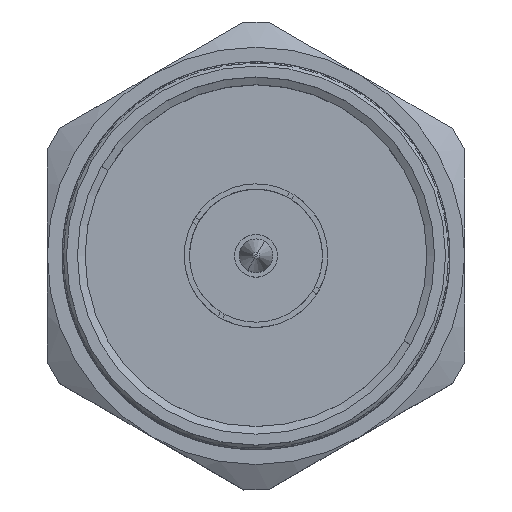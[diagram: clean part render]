
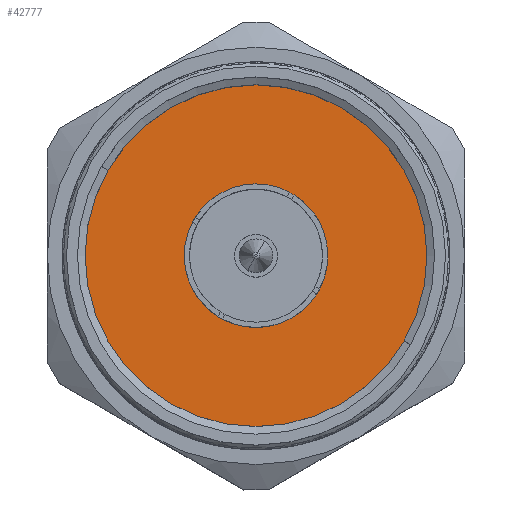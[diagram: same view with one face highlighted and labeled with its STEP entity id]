
A CAD part, top view. The second image highlights one B-rep face of the part: STEP entity #42777.
In plain terms, the highlighted face is planar.
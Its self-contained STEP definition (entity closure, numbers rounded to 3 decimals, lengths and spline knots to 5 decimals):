
#4200 = CARTESIAN_POINT ( 'NONE',  ( -0.69878, 0., 0. ) ) ;
#12547 = DIRECTION ( 'NONE',  ( -1., 0., 0. ) ) ;
#13924 = CARTESIAN_POINT ( 'NONE',  ( -0.69878, -0.38085, 0. ) ) ;
#23585 = EDGE_LOOP ( 'NONE', ( #50598, #79742 ) ) ;
#25670 = CARTESIAN_POINT ( 'NONE',  ( -0.69878, 0.38085, 0. ) ) ;
#25886 = CARTESIAN_POINT ( 'NONE',  ( -0.69878, 0., 0. ) ) ;
#26221 = EDGE_CURVE ( 'NONE', #47560, #67384, #145694, .T. ) ;
#27840 = FACE_OUTER_BOUND ( 'NONE', #43364, .T. ) ;
#40396 = AXIS2_PLACEMENT_3D ( 'NONE', #25886, #117887, #118608 ) ;
#42777 = ADVANCED_FACE ( 'NONE', ( #95585, #27840 ), #128028, .T. ) ;
#43364 = EDGE_LOOP ( 'NONE', ( #132948, #68985 ) ) ;
#47560 = VERTEX_POINT ( 'NONE', #130819 ) ;
#48459 = VERTEX_POINT ( 'NONE', #55860 ) ;
#50598 = ORIENTED_EDGE ( 'NONE', *, *, #26221, .F. ) ;
#55860 = CARTESIAN_POINT ( 'NONE',  ( -0.69878, 0.38085, 0. ) ) ;
#56142 = EDGE_CURVE ( 'NONE', #67384, #47560, #99152, .T. ) ;
#57991 = DIRECTION ( 'NONE',  ( 0., -1., 0. ) ) ;
#58189 = DIRECTION ( 'NONE',  ( 0., -1., 0. ) ) ;
#60845 = EDGE_CURVE ( 'NONE', #123911, #48459, #94643, .T. ) ;
#67384 = VERTEX_POINT ( 'NONE', #85179 ) ;
#68603 = CIRCLE ( 'NONE', #40396, 0.38085 ) ;
#68985 = ORIENTED_EDGE ( 'NONE', *, *, #60845, .F. ) ;
#70525 = AXIS2_PLACEMENT_3D ( 'NONE', #4200, #128619, #57991 ) ;
#70599 = DIRECTION ( 'NONE',  ( 0., -1., 0. ) ) ;
#72758 = DIRECTION ( 'NONE',  ( -1., 0., 0. ) ) ;
#79742 = ORIENTED_EDGE ( 'NONE', *, *, #56142, .F. ) ;
#80696 = DIRECTION ( 'NONE',  ( 1., 0., 0. ) ) ;
#85179 = CARTESIAN_POINT ( 'NONE',  ( -0.69878, -0.15308, 0. ) ) ;
#92117 = AXIS2_PLACEMENT_3D ( 'NONE', #102390, #12547, #58189 ) ;
#94643 = CIRCLE ( 'NONE', #122899, 0.38085 ) ;
#95585 = FACE_BOUND ( 'NONE', #23585, .T. ) ;
#99111 = AXIS2_PLACEMENT_3D ( 'NONE', #25670, #72758, #70599 ) ;
#99152 = CIRCLE ( 'NONE', #92117, 0.15308 ) ;
#102390 = CARTESIAN_POINT ( 'NONE',  ( -0.69878, 0., 0. ) ) ;
#108834 = EDGE_CURVE ( 'NONE', #48459, #123911, #68603, .T. ) ;
#117887 = DIRECTION ( 'NONE',  ( 1., 0., 0. ) ) ;
#118608 = DIRECTION ( 'NONE',  ( 0., 1., 0. ) ) ;
#122682 = DIRECTION ( 'NONE',  ( 0., 1., 0. ) ) ;
#122899 = AXIS2_PLACEMENT_3D ( 'NONE', #144698, #80696, #122682 ) ;
#123911 = VERTEX_POINT ( 'NONE', #13924 ) ;
#128028 = PLANE ( 'NONE',  #99111 ) ;
#128619 = DIRECTION ( 'NONE',  ( -1., 0., 0. ) ) ;
#130819 = CARTESIAN_POINT ( 'NONE',  ( -0.69878, 0.15308, 0. ) ) ;
#132948 = ORIENTED_EDGE ( 'NONE', *, *, #108834, .F. ) ;
#144698 = CARTESIAN_POINT ( 'NONE',  ( -0.69878, 0., 0. ) ) ;
#145694 = CIRCLE ( 'NONE', #70525, 0.15308 ) ;
